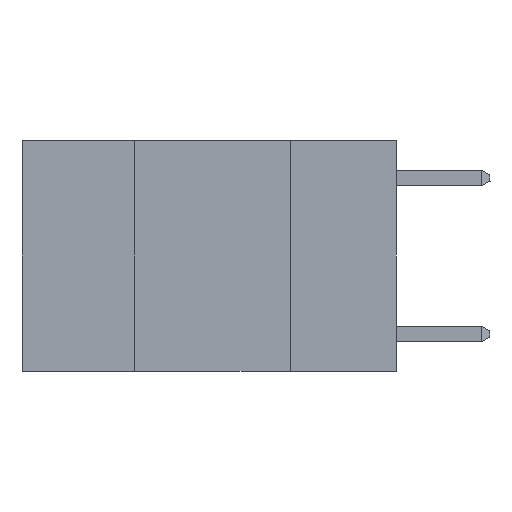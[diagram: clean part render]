
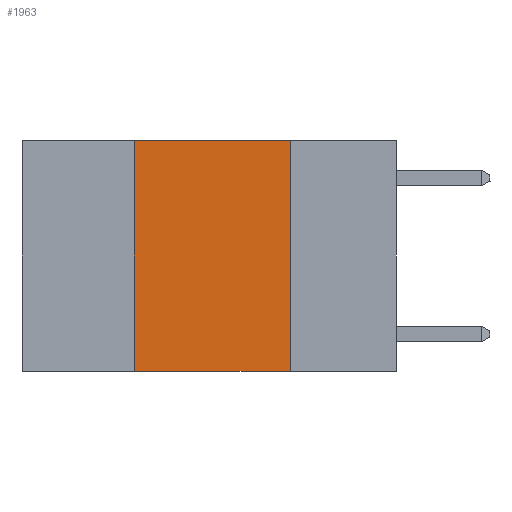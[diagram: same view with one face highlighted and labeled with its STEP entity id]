
A CAD part, left-side view. The second image highlights one B-rep face of the part: STEP entity #1963.
In plain terms, the highlighted planar face has unit normal (-1, 0, 0).
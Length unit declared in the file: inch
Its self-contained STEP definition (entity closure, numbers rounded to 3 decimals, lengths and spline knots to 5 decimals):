
#279 = EDGE_LOOP ( 'NONE', ( #5909, #11362, #13615, #12316 ) ) ;
#720 = DIRECTION ( 'NONE',  ( 0., -1., 0. ) ) ;
#1457 = PLANE ( 'NONE',  #9139 ) ;
#1879 = LINE ( 'NONE', #12220, #5557 ) ;
#1963 = ADVANCED_FACE ( 'NONE', ( #7679 ), #1457, .F. ) ;
#2985 = VERTEX_POINT ( 'NONE', #13840 ) ;
#3500 = VECTOR ( 'NONE', #5724, 39.37008 ) ;
#3679 = EDGE_CURVE ( 'NONE', #11419, #2985, #10116, .T. ) ;
#5276 = CARTESIAN_POINT ( 'NONE',  ( 0., 0.17, 0. ) ) ;
#5557 = VECTOR ( 'NONE', #13421, 39.37008 ) ;
#5621 = DIRECTION ( 'NONE',  ( 1., 0., 0. ) ) ;
#5724 = DIRECTION ( 'NONE',  ( 0., 0., -1. ) ) ;
#5909 = ORIENTED_EDGE ( 'NONE', *, *, #3679, .F. ) ;
#6300 = EDGE_CURVE ( 'NONE', #13073, #6888, #1879, .T. ) ;
#6883 = CARTESIAN_POINT ( 'NONE',  ( 0., 0.42, 0. ) ) ;
#6888 = VERTEX_POINT ( 'NONE', #6883 ) ;
#7179 = CARTESIAN_POINT ( 'NONE',  ( 0., 0.6, 0. ) ) ;
#7679 = FACE_OUTER_BOUND ( 'NONE', #279, .T. ) ;
#9139 = AXIS2_PLACEMENT_3D ( 'NONE', #12800, #5621, #13995 ) ;
#9496 = VECTOR ( 'NONE', #720, 39.37008 ) ;
#9618 = DIRECTION ( 'NONE',  ( 0., -1., 0. ) ) ;
#9962 = VECTOR ( 'NONE', #9618, 39.37008 ) ;
#10116 = LINE ( 'NONE', #14095, #3500 ) ;
#10711 = LINE ( 'NONE', #7179, #9962 ) ;
#11362 = ORIENTED_EDGE ( 'NONE', *, *, #12957, .F. ) ;
#11419 = VERTEX_POINT ( 'NONE', #5276 ) ;
#12147 = CARTESIAN_POINT ( 'NONE',  ( 0., 0.42, -0.37 ) ) ;
#12220 = CARTESIAN_POINT ( 'NONE',  ( 0., 0.42, 0. ) ) ;
#12316 = ORIENTED_EDGE ( 'NONE', *, *, #15903, .T. ) ;
#12800 = CARTESIAN_POINT ( 'NONE',  ( 0., 0.6, 0. ) ) ;
#12957 = EDGE_CURVE ( 'NONE', #6888, #11419, #10711, .T. ) ;
#13073 = VERTEX_POINT ( 'NONE', #12147 ) ;
#13421 = DIRECTION ( 'NONE',  ( 0., 0., 1. ) ) ;
#13615 = ORIENTED_EDGE ( 'NONE', *, *, #6300, .F. ) ;
#13840 = CARTESIAN_POINT ( 'NONE',  ( 0., 0.17, -0.37 ) ) ;
#13995 = DIRECTION ( 'NONE',  ( 0., 0., -1. ) ) ;
#14095 = CARTESIAN_POINT ( 'NONE',  ( 0., 0.17, 0. ) ) ;
#15689 = CARTESIAN_POINT ( 'NONE',  ( 0., 0.6, -0.37 ) ) ;
#15827 = LINE ( 'NONE', #15689, #9496 ) ;
#15903 = EDGE_CURVE ( 'NONE', #13073, #2985, #15827, .T. ) ;
